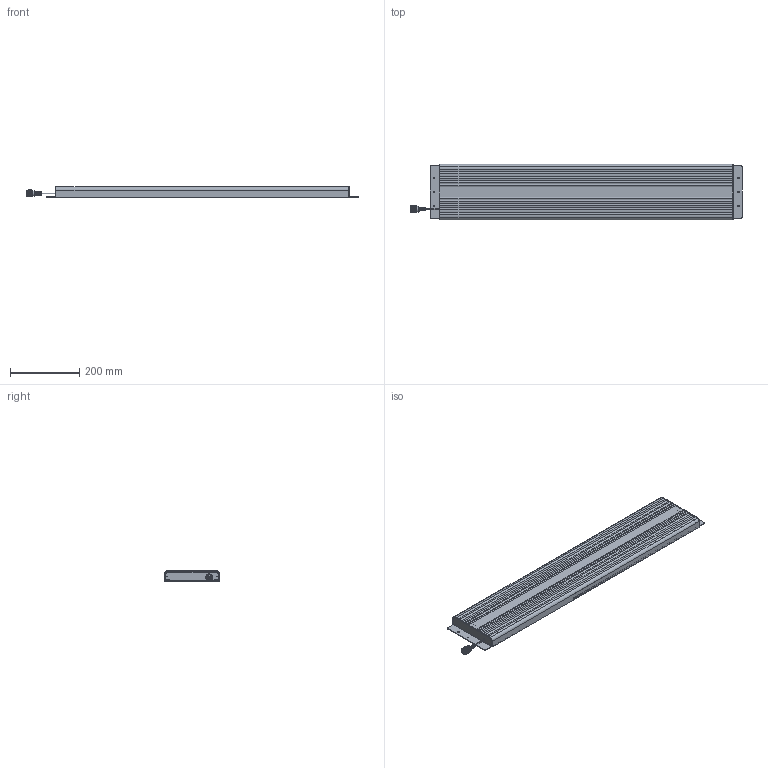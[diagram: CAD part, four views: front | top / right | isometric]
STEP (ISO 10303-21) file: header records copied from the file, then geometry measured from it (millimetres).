
FILE_DESCRIPTION (( 'STEP AP214' ), '1' );
FILE_NAME ('FMANFP1071_3D.step', '2023-02-01T17:52:55', ( '' ), ( '' ), 'SwSTEP 2.0', 'SolidWorks 2022', '' );
FILE_SCHEMA (( 'AUTOMOTIVE_DESIGN' ));
Length unit declared in the file: inch
Products named in the file (3): PE4329_Assemble; FMANFP1071_Base Model; FMANFP1071_3D
Assembly tree (2 placements, depth 2):
  FMANFP1071_3D
    FMANFP1071_Base Model
    PE4329_Assemble
Bounding box: 959.07 x 160 x 30.95 mm (x, y, z)
Volume: 869326.2 mm3; surface area: 908032.6 mm2
Topology: 80 solids, 80 shells, 3096 faces, 7294 edges, 4340 vertices
Faces by surface type: cylinder 944, plane 910, bspline 860, cone 156, sphere 140, torus 86
Entity records: 100048 total; most frequent: CARTESIAN_POINT 36874, ORIENTED_EDGE 14364, DIRECTION 11072, EDGE_CURVE 7182, VERTEX_POINT 4340, AXIS2_PLACEMENT_3D 4201, EDGE_LOOP 3342, FACE_OUTER_BOUND 3096
